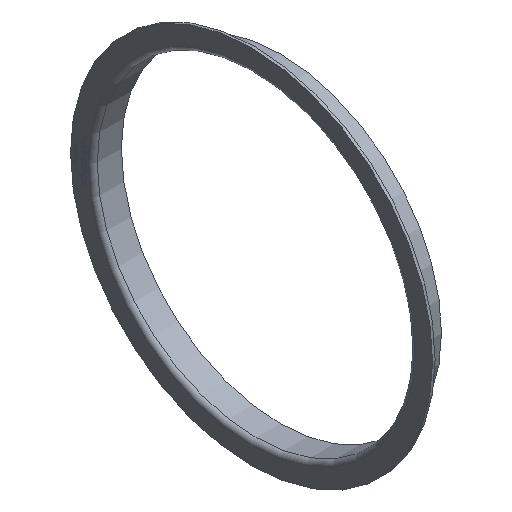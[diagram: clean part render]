
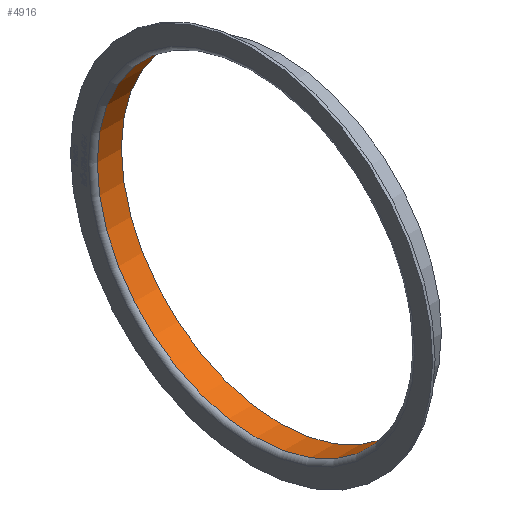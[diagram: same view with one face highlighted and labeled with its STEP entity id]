
A CAD part, isometric view. The second image highlights one B-rep face of the part: STEP entity #4916.
In plain terms, the highlighted cylindrical face has radius 250 mm (diameter 500 mm), a full revolution.
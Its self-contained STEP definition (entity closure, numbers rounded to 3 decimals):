
#1451 = AXIS2_PLACEMENT_3D ( 'NONE', #15740, #15824, #13349 ) ;
#1950 = CARTESIAN_POINT ( 'NONE',  ( 45., 0., 0. ) ) ;
#2103 = DIRECTION ( 'NONE',  ( 0., 0., 1. ) ) ;
#2246 = FACE_OUTER_BOUND ( 'NONE', #6221, .T. ) ;
#3528 = CYLINDRICAL_SURFACE ( 'NONE', #1451, 250. ) ;
#3557 = DIRECTION ( 'NONE',  ( 0., 0., -1. ) ) ;
#3845 = ORIENTED_EDGE ( 'NONE', *, *, #5596, .F. ) ;
#4101 = CIRCLE ( 'NONE', #14362, 250. ) ;
#4822 = FACE_OUTER_BOUND ( 'NONE', #12986, .T. ) ;
#4916 = ADVANCED_FACE ( 'NONE', ( #2246, #4822 ), #3528, .F. ) ;
#5596 = EDGE_CURVE ( 'NONE', #14159, #14159, #12363, .T. ) ;
#5694 = VERTEX_POINT ( 'NONE', #10601 ) ;
#6221 = EDGE_LOOP ( 'NONE', ( #9350 ) ) ;
#9017 = AXIS2_PLACEMENT_3D ( 'NONE', #1950, #9178, #2103 ) ;
#9178 = DIRECTION ( 'NONE',  ( -1., 0., 0. ) ) ;
#9350 = ORIENTED_EDGE ( 'NONE', *, *, #13466, .T. ) ;
#10601 = CARTESIAN_POINT ( 'NONE',  ( 7., 0., -250. ) ) ;
#10954 = DIRECTION ( 'NONE',  ( -1., 0., 0. ) ) ;
#12363 = CIRCLE ( 'NONE', #9017, 250. ) ;
#12986 = EDGE_LOOP ( 'NONE', ( #3845 ) ) ;
#13349 = DIRECTION ( 'NONE',  ( 0., 0., 1. ) ) ;
#13466 = EDGE_CURVE ( 'NONE', #5694, #5694, #4101, .T. ) ;
#14159 = VERTEX_POINT ( 'NONE', #15355 ) ;
#14362 = AXIS2_PLACEMENT_3D ( 'NONE', #14584, #10954, #3557 ) ;
#14584 = CARTESIAN_POINT ( 'NONE',  ( 7., 0., 0. ) ) ;
#15355 = CARTESIAN_POINT ( 'NONE',  ( 45., 0., 250. ) ) ;
#15740 = CARTESIAN_POINT ( 'NONE',  ( 0., 0., 0. ) ) ;
#15824 = DIRECTION ( 'NONE',  ( -1., 0., 0. ) ) ;
